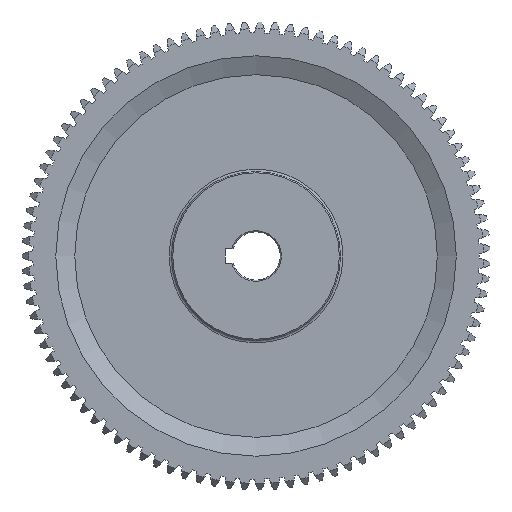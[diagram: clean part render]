
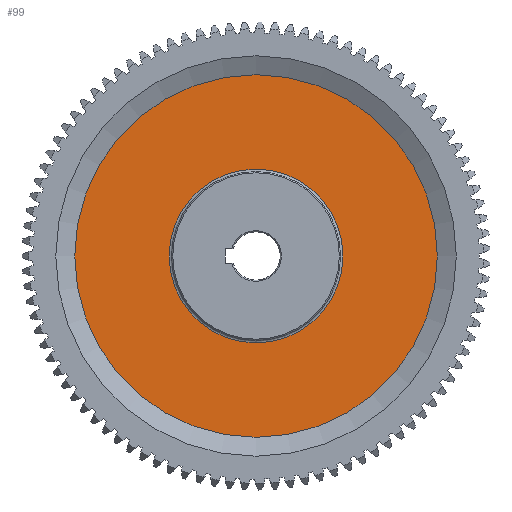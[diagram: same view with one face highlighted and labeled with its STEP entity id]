
A CAD part, left-side view. The second image highlights one B-rep face of the part: STEP entity #99.
In plain terms, the highlighted planar face has unit normal (-1, 0, 0).
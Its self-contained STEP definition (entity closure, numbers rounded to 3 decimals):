
#99 = ADVANCED_FACE( '', ( #738, #739 ), #740, .T. );
#738 = FACE_BOUND( '', #1958, .T. );
#739 = FACE_OUTER_BOUND( '', #1959, .T. );
#740 = PLANE( '', #1960 );
#1958 = EDGE_LOOP( '', ( #3653 ) );
#1959 = EDGE_LOOP( '', ( #3654 ) );
#1960 = AXIS2_PLACEMENT_3D( '', #3655, #3656, #3657 );
#3653 = ORIENTED_EDGE( '', *, *, #8842, .T. );
#3654 = ORIENTED_EDGE( '', *, *, #8843, .F. );
#3655 = CARTESIAN_POINT( '', ( 4., 75.15, 0. ) );
#3656 = DIRECTION( '', ( -1., 0., 0. ) );
#3657 = DIRECTION( '', ( 0., 0., 1. ) );
#8842 = EDGE_CURVE( '', #11013, #11013, #11014, .T. );
#8843 = EDGE_CURVE( '', #11015, #11015, #11016, .T. );
#11013 = VERTEX_POINT( '', #14165 );
#11014 = CIRCLE( '', #14166, 36. );
#11015 = VERTEX_POINT( '', #14167 );
#11016 = CIRCLE( '', #14168, 75.15 );
#14165 = CARTESIAN_POINT( '', ( 4., 0., -36. ) );
#14166 = AXIS2_PLACEMENT_3D( '', #18955, #18956, #18957 );
#14167 = CARTESIAN_POINT( '', ( 4., 0., -75.15 ) );
#14168 = AXIS2_PLACEMENT_3D( '', #18958, #18959, #18960 );
#18955 = CARTESIAN_POINT( '', ( 4., 0., 0. ) );
#18956 = DIRECTION( '', ( 1., 0., 0. ) );
#18957 = DIRECTION( '', ( 0., 0., -1. ) );
#18958 = CARTESIAN_POINT( '', ( 4., 0., 0. ) );
#18959 = DIRECTION( '', ( 1., 0., 0. ) );
#18960 = DIRECTION( '', ( 0., 0., -1. ) );
